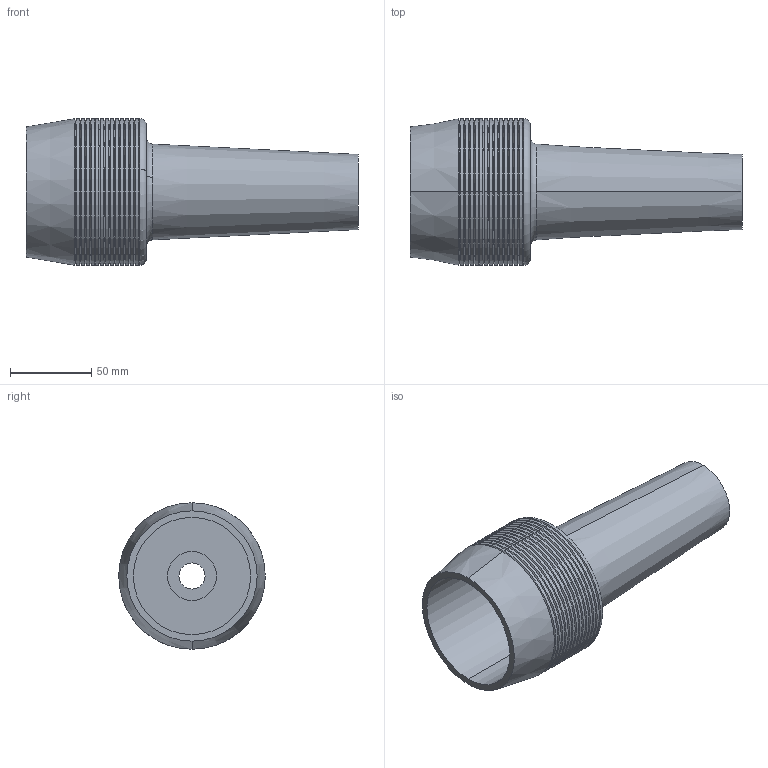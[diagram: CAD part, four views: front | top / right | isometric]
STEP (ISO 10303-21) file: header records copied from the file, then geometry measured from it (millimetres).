
FILE_DESCRIPTION(('Open CASCADE Model'),'2;1');
FILE_NAME('Open CASCADE Shape Model','2021-05-06T12:03:54',( 'CAD Processor'),('OPEN CASCADE S.A.S'), 'Open CASCADE STEP processor 7.4','CAD Processor','Unknown');
FILE_SCHEMA(('AUTOMOTIVE_DESIGN { 1 0 10303 214 1 1 1 1 }'));
Length unit declared in the file: millimetre
Products named in the file (1): Body
Bounding box: 204 x 90 x 90 mm (x, y, z)
Volume: 389748.6 mm3; surface area: 82680.9 mm2
Topology: 1 solids, 1 shells, 124 faces, 270 edges, 153 vertices
Faces by surface type: cone 60, cylinder 49, plane 8, torus 4, bspline 3
Entity records: 6486 total; most frequent: CARTESIAN_POINT 2665, DIRECTION 600, ORIENTED_EDGE 540, EDGE_CURVE 270, AXIS2_PLACEMENT_3D 245, VERTEX_POINT 153, FACE_BOUND 131, EDGE_LOOP 131
